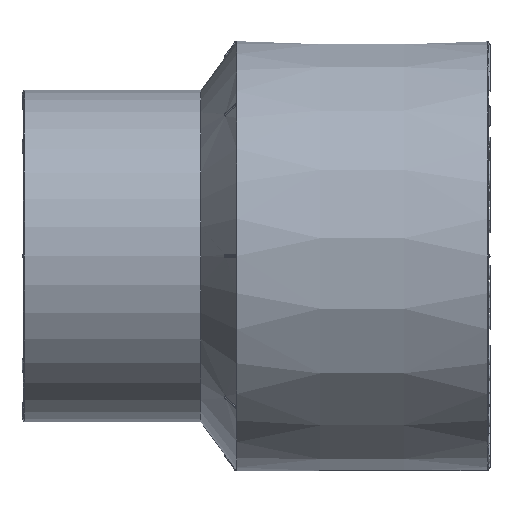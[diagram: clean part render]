
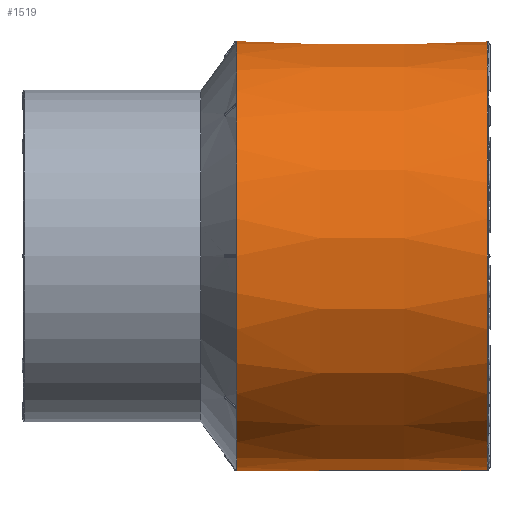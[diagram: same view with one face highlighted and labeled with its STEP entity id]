
A CAD part, left-side view. The second image highlights one B-rep face of the part: STEP entity #1519.
In plain terms, the highlighted conical face has half-angle 0.065 degrees and reference radius 37.5 mm.
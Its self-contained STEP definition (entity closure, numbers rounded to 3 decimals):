
#178=CONICAL_SURFACE('',#24597,37.5,0.065);
#1519=ADVANCED_FACE('',(#4079,#4080),#178,.T.);
#4079=FACE_BOUND('',#4163,.T.);
#4080=FACE_BOUND('',#4164,.T.);
#4163=EDGE_LOOP('',(#9220));
#4164=EDGE_LOOP('',(#9221));
#8036=CIRCLE('',#24594,37.55);
#8037=CIRCLE('',#24596,37.5);
#9220=ORIENTED_EDGE('',*,*,#19331,.T.);
#9221=ORIENTED_EDGE('',*,*,#19330,.T.);
#16792=VERTEX_POINT('',#36757);
#16793=VERTEX_POINT('',#36760);
#19330=EDGE_CURVE('',#16792,#16792,#8036,.T.);
#19331=EDGE_CURVE('',#16793,#16793,#8037,.T.);
#24594=AXIS2_PLACEMENT_3D('',#36756,#26376,#26377);
#24596=AXIS2_PLACEMENT_3D('',#36759,#26380,#26381);
#24597=AXIS2_PLACEMENT_3D('',#36761,#26382,#26383);
#26376=DIRECTION('',(0.,-1.,0.));
#26377=DIRECTION('',(0.,0.,-1.));
#26380=DIRECTION('',(0.,1.,0.));
#26381=DIRECTION('',(0.,0.,-1.));
#26382=DIRECTION('',(0.,1.,0.));
#26383=DIRECTION('',(0.,0.,1.));
#36756=CARTESIAN_POINT('',(7524.917,-245.973,0.));
#36757=CARTESIAN_POINT('',(7524.917,-245.973,-37.55));
#36759=CARTESIAN_POINT('',(7524.917,-289.725,0.));
#36760=CARTESIAN_POINT('',(7524.917,-289.725,-37.5));
#36761=CARTESIAN_POINT('',(7524.917,-289.974,0.));
